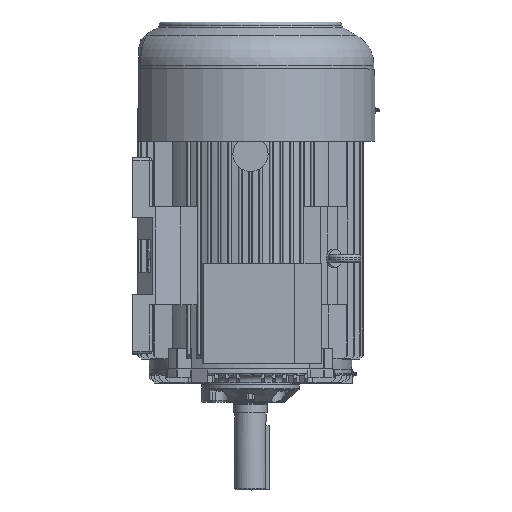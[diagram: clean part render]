
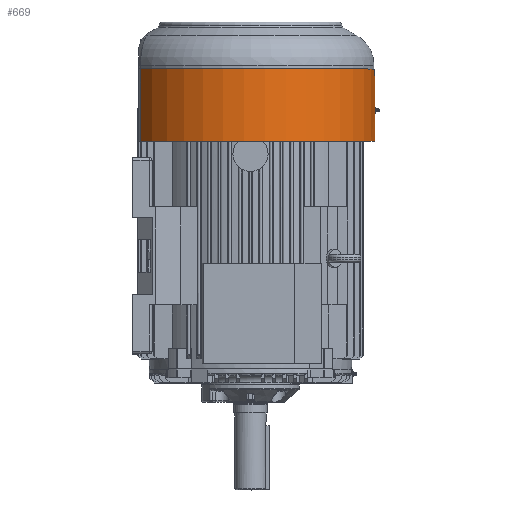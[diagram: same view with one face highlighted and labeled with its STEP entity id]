
A CAD part, top view. The second image highlights one B-rep face of the part: STEP entity #669.
In plain terms, the highlighted cylindrical face has radius 241.5 mm (diameter 483 mm), a partial arc.
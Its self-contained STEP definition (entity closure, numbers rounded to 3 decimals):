
#669 = ADVANCED_FACE( '', ( #2428, #2429 ), #2430, .T. );
#2428 = FACE_OUTER_BOUND( '', #4762, .T. );
#2429 = FACE_BOUND( '', #4763, .T. );
#2430 = CYLINDRICAL_SURFACE( '', #4764, 241.5 );
#4762 = EDGE_LOOP( '', ( #12131, #12132, #12133, #12134 ) );
#4763 = EDGE_LOOP( '', ( #12135, #12136, #12137, #12138, #12139, #12140 ) );
#4764 = AXIS2_PLACEMENT_3D( '', #12141, #12142, #12143 );
#12131 = ORIENTED_EDGE( '', *, *, #18174, .F. );
#12132 = ORIENTED_EDGE( '', *, *, #18176, .F. );
#12133 = ORIENTED_EDGE( '', *, *, #18177, .F. );
#12134 = ORIENTED_EDGE( '', *, *, #18178, .T. );
#12135 = ORIENTED_EDGE( '', *, *, #16495, .F. );
#12136 = ORIENTED_EDGE( '', *, *, #16499, .F. );
#12137 = ORIENTED_EDGE( '', *, *, #16507, .F. );
#12138 = ORIENTED_EDGE( '', *, *, #18179, .F. );
#12139 = ORIENTED_EDGE( '', *, *, #16516, .F. );
#12140 = ORIENTED_EDGE( '', *, *, #16512, .F. );
#12141 = CARTESIAN_POINT( '', ( 0., 582.5, 0. ) );
#12142 = DIRECTION( '', ( 0., 1., 0. ) );
#12143 = DIRECTION( '', ( -1., 0., 0. ) );
#16495 = EDGE_CURVE( '', #19602, #19604, #19605, .T. );
#16499 = EDGE_CURVE( '', #19610, #19602, #19612, .T. );
#16507 = EDGE_CURVE( '', #19623, #19610, #19625, .T. );
#16512 = EDGE_CURVE( '', #19604, #19634, #19635, .T. );
#16516 = EDGE_CURVE( '', #19634, #19641, #19642, .T. );
#18174 = EDGE_CURVE( '', #22391, #22393, #22394, .T. );
#18176 = EDGE_CURVE( '', #22396, #22391, #22397, .T. );
#18177 = EDGE_CURVE( '', #22398, #22396, #22399, .T. );
#18178 = EDGE_CURVE( '', #22398, #22393, #22400, .T. );
#18179 = EDGE_CURVE( '', #19641, #19623, #22401, .T. );
#19602 = VERTEX_POINT( '', #24643 );
#19604 = VERTEX_POINT( '', #24646 );
#19605 = CIRCLE( '', #24647, 241.5 );
#19610 = VERTEX_POINT( '', #24660 );
#19612 = ELLIPSE( '', #24663, 483., 241.5 );
#19623 = VERTEX_POINT( '', #24697 );
#19625 = ELLIPSE( '', #24700, 483., 241.5 );
#19634 = VERTEX_POINT( '', #24711 );
#19635 = ELLIPSE( '', #24712, 483., 241.5 );
#19641 = VERTEX_POINT( '', #24719 );
#19642 = ELLIPSE( '', #24720, 483., 241.5 );
#22391 = VERTEX_POINT( '', #29388 );
#22393 = VERTEX_POINT( '', #29390 );
#22394 = CIRCLE( '', #29391, 241.5 );
#22396 = VERTEX_POINT( '', #29393 );
#22397 = LINE( '', #29394, #29395 );
#22398 = VERTEX_POINT( '', #29396 );
#22399 = CIRCLE( '', #29397, 241.5 );
#22400 = LINE( '', #29398, #29399 );
#22401 = CIRCLE( '', #29400, 241.5 );
#24643 = CARTESIAN_POINT( '', ( 241.479, 497., 3.175 ) );
#24646 = CARTESIAN_POINT( '', ( 241.479, 497., -3.175 ) );
#24647 = AXIS2_PLACEMENT_3D( '', #35807, #35808, #35809 );
#24660 = CARTESIAN_POINT( '', ( 241.416, 502.5, 6.351 ) );
#24663 = AXIS2_PLACEMENT_3D( '', #35812, #35813, #35814 );
#24697 = CARTESIAN_POINT( '', ( 241.479, 508., 3.175 ) );
#24700 = AXIS2_PLACEMENT_3D( '', #35819, #35820, #35821 );
#24711 = CARTESIAN_POINT( '', ( 241.416, 502.5, -6.351 ) );
#24712 = AXIS2_PLACEMENT_3D( '', #35830, #35831, #35832 );
#24719 = CARTESIAN_POINT( '', ( 241.479, 508., -3.175 ) );
#24720 = AXIS2_PLACEMENT_3D( '', #35840, #35841, #35842 );
#29388 = CARTESIAN_POINT( '', ( -212.75, 442.5, -114.279 ) );
#29390 = CARTESIAN_POINT( '', ( -212.75, 442.5, 114.279 ) );
#29391 = AXIS2_PLACEMENT_3D( '', #38355, #38356, #38357 );
#29393 = CARTESIAN_POINT( '', ( -212.75, 582.5, -114.279 ) );
#29394 = CARTESIAN_POINT( '', ( -212.75, 1154.785, -114.279 ) );
#29395 = VECTOR( '', #38361, 1000. );
#29396 = CARTESIAN_POINT( '', ( -212.75, 582.5, 114.279 ) );
#29397 = AXIS2_PLACEMENT_3D( '', #38362, #38363, #38364 );
#29398 = CARTESIAN_POINT( '', ( -212.75, 1154.785, 114.279 ) );
#29399 = VECTOR( '', #38365, 1000. );
#29400 = AXIS2_PLACEMENT_3D( '', #38366, #38367, #38368 );
#35807 = CARTESIAN_POINT( '', ( 0., 497., 0. ) );
#35808 = DIRECTION( '', ( 0., 1., 0. ) );
#35809 = DIRECTION( '', ( -1., 0., 0. ) );
#35812 = CARTESIAN_POINT( '', ( 0., 491.5, 0. ) );
#35813 = DIRECTION( '', ( 0., 0.5, -0.866 ) );
#35814 = DIRECTION( '', ( 0., -0.866, -0.5 ) );
#35819 = CARTESIAN_POINT( '', ( 0., 513.5, 0. ) );
#35820 = DIRECTION( '', ( 0., -0.5, -0.866 ) );
#35821 = DIRECTION( '', ( 0., -0.866, 0.5 ) );
#35830 = CARTESIAN_POINT( '', ( 0., 491.5, 0. ) );
#35831 = DIRECTION( '', ( 0., 0.5, 0.866 ) );
#35832 = DIRECTION( '', ( 0., -0.866, 0.5 ) );
#35840 = CARTESIAN_POINT( '', ( 0., 513.5, 0. ) );
#35841 = DIRECTION( '', ( 0., -0.5, 0.866 ) );
#35842 = DIRECTION( '', ( 0., -0.866, -0.5 ) );
#38355 = CARTESIAN_POINT( '', ( 0., 442.5, 0. ) );
#38356 = DIRECTION( '', ( 0., -1., 0. ) );
#38357 = DIRECTION( '', ( 0., 0., -1. ) );
#38361 = DIRECTION( '', ( 0., -1., 0. ) );
#38362 = CARTESIAN_POINT( '', ( 0., 582.5, 0. ) );
#38363 = DIRECTION( '', ( 0., 1., 0. ) );
#38364 = DIRECTION( '', ( 0., 0., -1. ) );
#38365 = DIRECTION( '', ( 0., -1., 0. ) );
#38366 = CARTESIAN_POINT( '', ( 0., 508., 0. ) );
#38367 = DIRECTION( '', ( 0., -1., 0. ) );
#38368 = DIRECTION( '', ( 1., 0., 0. ) );
